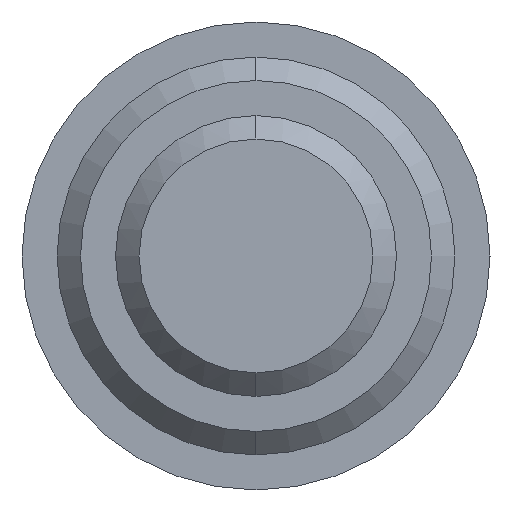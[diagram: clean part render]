
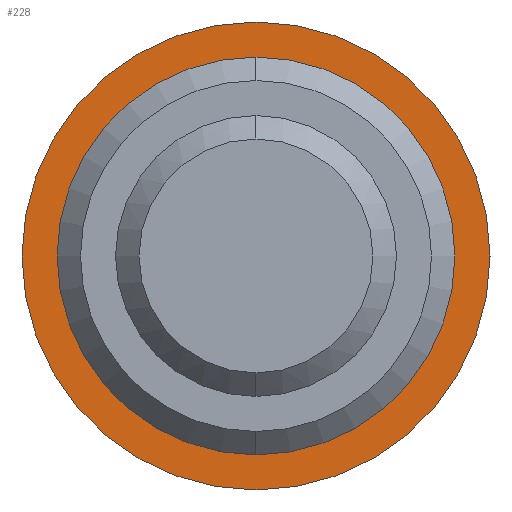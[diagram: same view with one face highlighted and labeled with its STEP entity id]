
A CAD part, left-side view. The second image highlights one B-rep face of the part: STEP entity #228.
In plain terms, the highlighted planar face has unit normal (-1, 0, 0).
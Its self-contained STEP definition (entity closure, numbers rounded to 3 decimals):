
#4 = CIRCLE ( 'NONE', #124, 10. ) ;
#23 = EDGE_CURVE ( 'NONE', #209, #618, #40, .T. ) ;
#36 = DIRECTION ( 'NONE',  ( 0., 0., 1. ) ) ;
#40 = CIRCLE ( 'NONE', #572, 10. ) ;
#44 = ORIENTED_EDGE ( 'NONE', *, *, #23, .T. ) ;
#47 = ORIENTED_EDGE ( 'NONE', *, *, #440, .T. ) ;
#76 = AXIS2_PLACEMENT_3D ( 'NONE', #236, #556, #88 ) ;
#87 = CARTESIAN_POINT ( 'NONE',  ( 80., 0., 0. ) ) ;
#88 = DIRECTION ( 'NONE',  ( 0., 0., 1. ) ) ;
#90 = FACE_OUTER_BOUND ( 'NONE', #203, .T. ) ;
#111 = VERTEX_POINT ( 'NONE', #583 ) ;
#124 = AXIS2_PLACEMENT_3D ( 'NONE', #215, #382, #483 ) ;
#147 = VERTEX_POINT ( 'NONE', #647 ) ;
#187 = DIRECTION ( 'NONE',  ( -1., 0., 0. ) ) ;
#203 = EDGE_LOOP ( 'NONE', ( #47, #44 ) ) ;
#209 = VERTEX_POINT ( 'NONE', #349 ) ;
#215 = CARTESIAN_POINT ( 'NONE',  ( 80., 0., 0. ) ) ;
#224 = DIRECTION ( 'NONE',  ( -1., 0., 0. ) ) ;
#228 = ADVANCED_FACE ( 'NONE', ( #90, #345 ), #445, .T. ) ;
#236 = CARTESIAN_POINT ( 'NONE',  ( 80., -8.5, 0. ) ) ;
#244 = EDGE_CURVE ( 'NONE', #147, #111, #396, .T. ) ;
#269 = DIRECTION ( 'NONE',  ( 0., 0., 1. ) ) ;
#335 = CARTESIAN_POINT ( 'NONE',  ( 80., 0., 0. ) ) ;
#345 = FACE_BOUND ( 'NONE', #675, .T. ) ;
#349 = CARTESIAN_POINT ( 'NONE',  ( 80., 0., -10. ) ) ;
#382 = DIRECTION ( 'NONE',  ( -1., 0., 0. ) ) ;
#391 = DIRECTION ( 'NONE',  ( -1., 0., 0. ) ) ;
#396 = CIRCLE ( 'NONE', #511, 8.5 ) ;
#440 = EDGE_CURVE ( 'NONE', #618, #209, #4, .T. ) ;
#445 = PLANE ( 'NONE',  #76 ) ;
#483 = DIRECTION ( 'NONE',  ( 0., 0., 1. ) ) ;
#486 = CARTESIAN_POINT ( 'NONE',  ( 80., 0., 10. ) ) ;
#511 = AXIS2_PLACEMENT_3D ( 'NONE', #87, #391, #597 ) ;
#556 = DIRECTION ( 'NONE',  ( -1., 0., 0. ) ) ;
#572 = AXIS2_PLACEMENT_3D ( 'NONE', #335, #224, #269 ) ;
#583 = CARTESIAN_POINT ( 'NONE',  ( 80., 0., -8.5 ) ) ;
#597 = DIRECTION ( 'NONE',  ( 0., 0., 1. ) ) ;
#598 = EDGE_CURVE ( 'NONE', #111, #147, #610, .T. ) ;
#610 = CIRCLE ( 'NONE', #612, 8.5 ) ;
#612 = AXIS2_PLACEMENT_3D ( 'NONE', #662, #187, #36 ) ;
#618 = VERTEX_POINT ( 'NONE', #486 ) ;
#620 = ORIENTED_EDGE ( 'NONE', *, *, #598, .F. ) ;
#641 = ORIENTED_EDGE ( 'NONE', *, *, #244, .F. ) ;
#647 = CARTESIAN_POINT ( 'NONE',  ( 80., 0., 8.5 ) ) ;
#662 = CARTESIAN_POINT ( 'NONE',  ( 80., 0., 0. ) ) ;
#675 = EDGE_LOOP ( 'NONE', ( #641, #620 ) ) ;
